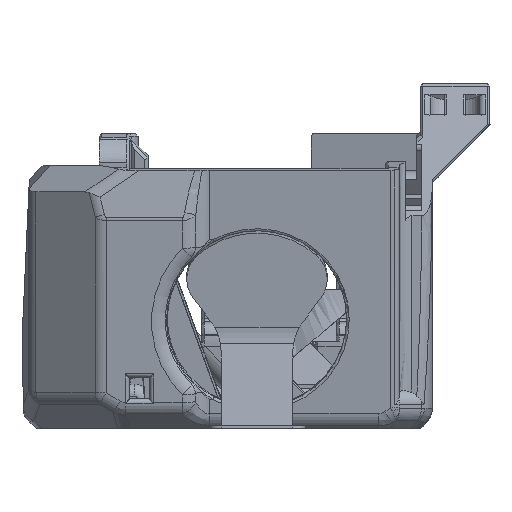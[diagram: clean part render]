
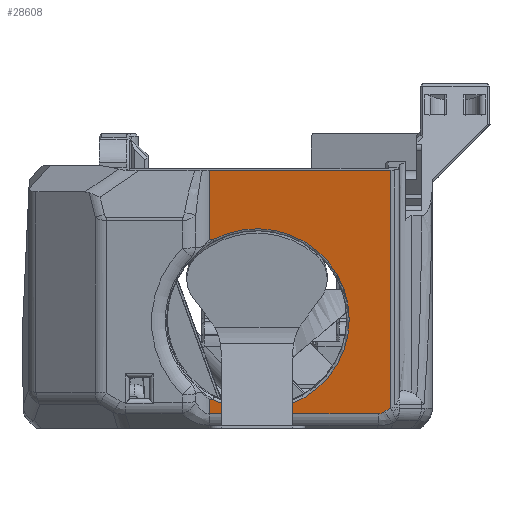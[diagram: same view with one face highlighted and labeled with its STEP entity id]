
A CAD part, left-side view. The second image highlights one B-rep face of the part: STEP entity #28608.
In plain terms, the highlighted planar face has unit normal (-0.985, 0, -0.174).
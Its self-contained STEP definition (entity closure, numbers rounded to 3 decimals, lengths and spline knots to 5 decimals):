
#569=B_SPLINE_CURVE_WITH_KNOTS('',3,(#41759,#41760,#41761,#41762),
 .UNSPECIFIED.,.F.,.F.,(4,4),(0.00082,0.00132),
 .UNSPECIFIED.);
#570=B_SPLINE_CURVE_WITH_KNOTS('',3,(#41766,#41767,#41768,#41769),
 .UNSPECIFIED.,.F.,.F.,(4,4),(0.00082,0.00132),
 .UNSPECIFIED.);
#1370=CIRCLE('',#30438,0.0144);
#2406=ELLIPSE('',#30439,0.0032,0.002);
#3400=ORIENTED_EDGE('',*,*,#12155,.F.);
#3401=ORIENTED_EDGE('',*,*,#12156,.F.);
#3402=ORIENTED_EDGE('',*,*,#12137,.F.);
#3403=ORIENTED_EDGE('',*,*,#12157,.T.);
#3404=ORIENTED_EDGE('',*,*,#12158,.T.);
#3405=ORIENTED_EDGE('',*,*,#12159,.T.);
#3406=ORIENTED_EDGE('',*,*,#12160,.T.);
#3407=ORIENTED_EDGE('',*,*,#12161,.T.);
#3408=ORIENTED_EDGE('',*,*,#12162,.T.);
#3409=ORIENTED_EDGE('',*,*,#12163,.F.);
#12137=EDGE_CURVE('',#16519,#16520,#19291,.T.);
#12155=EDGE_CURVE('',#16535,#16536,#19301,.T.);
#12156=EDGE_CURVE('',#16520,#16535,#19302,.F.);
#12157=EDGE_CURVE('',#16519,#16537,#19303,.F.);
#12158=EDGE_CURVE('',#16537,#16538,#569,.F.);
#12159=EDGE_CURVE('',#16538,#16539,#1370,.T.);
#12160=EDGE_CURVE('',#16539,#16540,#570,.T.);
#12161=EDGE_CURVE('',#16540,#16541,#19304,.F.);
#12162=EDGE_CURVE('',#16541,#16542,#19305,.T.);
#12163=EDGE_CURVE('',#16536,#16542,#2406,.F.);
#16519=VERTEX_POINT('',#41715);
#16520=VERTEX_POINT('',#41716);
#16535=VERTEX_POINT('',#41754);
#16536=VERTEX_POINT('',#41755);
#16537=VERTEX_POINT('',#41758);
#16538=VERTEX_POINT('',#41763);
#16539=VERTEX_POINT('',#41765);
#16540=VERTEX_POINT('',#41770);
#16541=VERTEX_POINT('',#41772);
#16542=VERTEX_POINT('',#41774);
#19291=LINE('',#41714,#21752);
#19301=LINE('',#41753,#21762);
#19302=LINE('',#41756,#21763);
#19303=LINE('',#41757,#21764);
#19304=LINE('',#41771,#21765);
#19305=LINE('',#41773,#21766);
#21752=VECTOR('',#33346,1.);
#21762=VECTOR('',#33374,1.);
#21763=VECTOR('',#33375,1.);
#21764=VECTOR('',#33376,1.);
#21765=VECTOR('',#33379,1.);
#21766=VECTOR('',#33380,1.);
#24124=EDGE_LOOP('',(#3400,#3401,#3402,#3403,#3404,#3405,#3406,#3407,#3408,
#3409));
#25939=FACE_BOUND('',#24124,.T.);
#27702=PLANE('',#30437);
#28608=ADVANCED_FACE('',(#25939),#27702,.F.);
#30437=AXIS2_PLACEMENT_3D('',#41752,#33372,#33373);
#30438=AXIS2_PLACEMENT_3D('',#41764,#33377,#33378);
#30439=AXIS2_PLACEMENT_3D('',#41775,#33381,#33382);
#33346=DIRECTION('',(0.,-1.,0.));
#33372=DIRECTION('',(0.985,0.,0.174));
#33373=DIRECTION('',(-0.174,0.,0.985));
#33374=DIRECTION('',(0.097,0.829,-0.551));
#33375=DIRECTION('',(-0.174,0.,0.985));
#33376=DIRECTION('',(-0.174,0.,0.985));
#33377=DIRECTION('',(0.985,0.,0.174));
#33378=DIRECTION('',(0.174,0.,-0.985));
#33379=DIRECTION('',(-0.174,0.,0.985));
#33380=DIRECTION('',(0.,-1.,0.));
#33381=DIRECTION('',(-0.985,0.,-0.174));
#33382=DIRECTION('',(-0.165,-0.304,0.938));
#41714=CARTESIAN_POINT('',(-0.03457,0.02485,0.0403));
#41715=CARTESIAN_POINT('',(-0.03457,0.01227,0.0403));
#41716=CARTESIAN_POINT('',(-0.03457,-0.016,0.0403));
#41752=CARTESIAN_POINT('',(-0.03119,0.02485,0.0211));
#41753=CARTESIAN_POINT('',(-0.02782,-0.0142,0.00202));
#41754=CARTESIAN_POINT('',(-0.02803,-0.016,0.00322));
#41755=CARTESIAN_POINT('',(-0.02792,-0.01507,0.0026));
#41756=CARTESIAN_POINT('',(-0.00766,-0.016,-0.1123));
#41757=CARTESIAN_POINT('',(-0.03119,0.01227,0.0211));
#41758=CARTESIAN_POINT('',(-0.03266,0.01227,0.02946));
#41759=CARTESIAN_POINT('',(-0.03265,0.01177,0.02941));
#41760=CARTESIAN_POINT('',(-0.03265,0.01193,0.02943));
#41761=CARTESIAN_POINT('',(-0.03266,0.0121,0.02944));
#41762=CARTESIAN_POINT('',(-0.03266,0.01227,0.02946));
#41763=CARTESIAN_POINT('',(-0.03265,0.01177,0.02941));
#41764=CARTESIAN_POINT('',(-0.03046,0.00485,0.01697));
#41765=CARTESIAN_POINT('',(-0.02826,0.01177,0.00453));
#41766=CARTESIAN_POINT('',(-0.02826,0.01177,0.00453));
#41767=CARTESIAN_POINT('',(-0.02826,0.01193,0.00452));
#41768=CARTESIAN_POINT('',(-0.02826,0.0121,0.0045));
#41769=CARTESIAN_POINT('',(-0.02826,0.01227,0.00448));
#41770=CARTESIAN_POINT('',(-0.02826,0.01227,0.00448));
#41771=CARTESIAN_POINT('',(-0.03119,0.01227,0.0211));
#41772=CARTESIAN_POINT('',(-0.02786,0.01227,0.00226));
#41773=CARTESIAN_POINT('',(-0.02786,-0.01465,0.00226));
#41774=CARTESIAN_POINT('',(-0.02786,-0.01407,0.00226));
#41775=CARTESIAN_POINT('',(-0.0284,-0.01465,0.00533));
